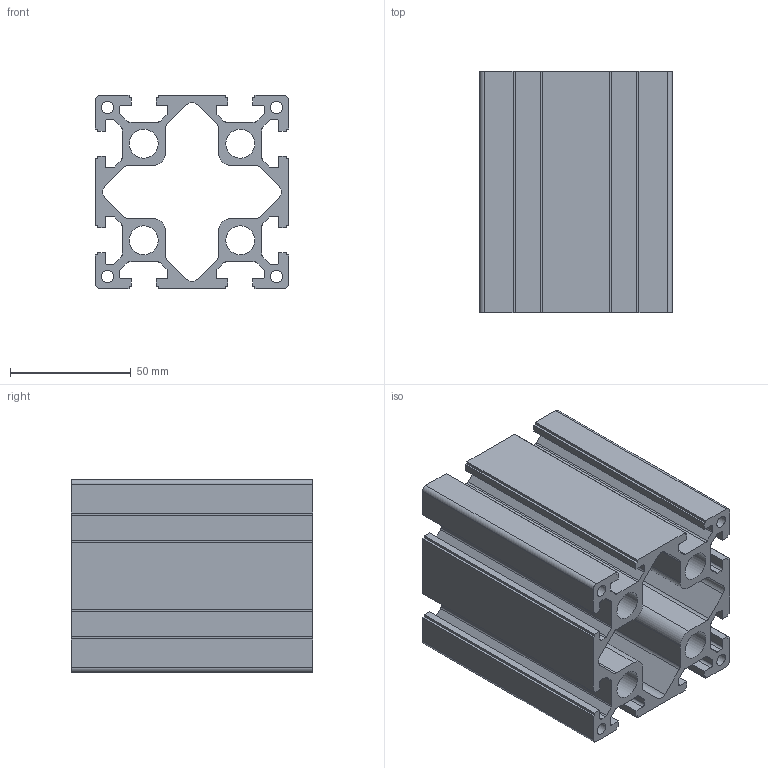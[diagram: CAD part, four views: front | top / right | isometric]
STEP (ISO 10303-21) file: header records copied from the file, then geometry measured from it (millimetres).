
FILE_DESCRIPTION(/* description */ (''),/* implementation_level */ '2;1');
FILE_NAME(/* name */ 'AST08008008H.step',/* time_stamp */ '2024-04-29T16:07:17+01:00',/* author */ ('project'),/* organization */ (''),/* preprocessor_version */ 'ST-DEVELOPER v19',/* originating_system */ 'Autodesk Inventor 2023',/* authorisation */ '');
FILE_SCHEMA (('AUTOMOTIVE_DESIGN { 1 0 10303 214 3 1 1 }'));
Length unit declared in the file: metre
Products named in the file (1): AST08008008H
Bounding box: 80 x 100 x 80 mm (x, y, z)
Volume: 209447.5 mm3; surface area: 110395.7 mm2
Topology: 1 solids, 1 shells, 210 faces, 624 edges, 416 vertices
Faces by surface type: plane 134, cylinder 76
Full cylindrical faces by diameter (mm): 5 x4, 12 x4
Entity records: 7128 total; most frequent: CARTESIAN_POINT 1251, ORIENTED_EDGE 1248, DIRECTION 1198, EDGE_CURVE 624, LINE 472, VECTOR 472, VERTEX_POINT 416, AXIS2_PLACEMENT_3D 363
